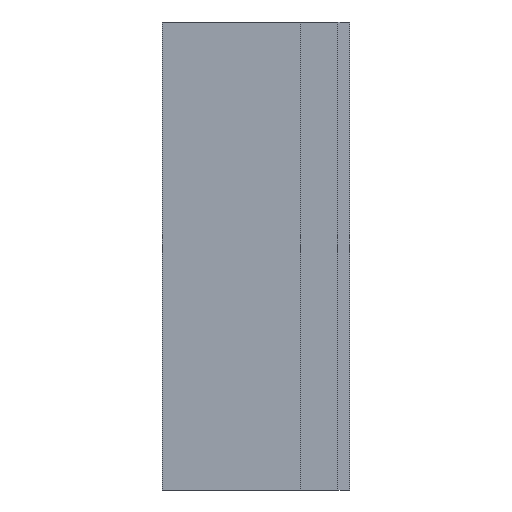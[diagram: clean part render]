
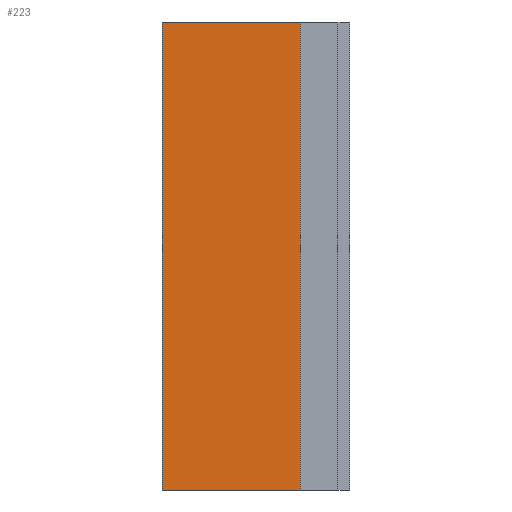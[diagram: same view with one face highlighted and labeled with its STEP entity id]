
A CAD part, left-side view. The second image highlights one B-rep face of the part: STEP entity #223.
In plain terms, the highlighted planar face has unit normal (-1, 0, 0).
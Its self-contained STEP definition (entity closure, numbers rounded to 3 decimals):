
#17=FACE_OUTER_BOUND($,#29,.T.);
#29=EDGE_LOOP($,(#163,#164,#165,#166));
#48=LINE($,#328,#78);
#50=LINE($,#332,#80);
#51=LINE($,#334,#81);
#52=LINE($,#335,#82);
#78=VECTOR($,#267,100.);
#80=VECTOR($,#271,29.5);
#81=VECTOR($,#272,100.);
#82=VECTOR($,#273,29.5);
#105=VERTEX_POINT($,#325);
#106=VERTEX_POINT($,#327);
#107=VERTEX_POINT($,#331);
#108=VERTEX_POINT($,#333);
#128=EDGE_CURVE($,#106,#105,#48,.T.);
#130=EDGE_CURVE($,#105,#107,#50,.T.);
#131=EDGE_CURVE($,#108,#107,#51,.T.);
#132=EDGE_CURVE($,#106,#108,#52,.T.);
#163=ORIENTED_EDGE($,*,*,#130,.T.);
#164=ORIENTED_EDGE($,*,*,#131,.F.);
#165=ORIENTED_EDGE($,*,*,#132,.F.);
#166=ORIENTED_EDGE($,*,*,#128,.T.);
#211=PLANE($,#238);
#223=ADVANCED_FACE($,(#17),#211,.T.);
#238=AXIS2_PLACEMENT_3D($,#330,#269,#270);
#267=DIRECTION($,(0.,0.,1.));
#269=DIRECTION('center_axis',(-1.,0.,0.));
#270=DIRECTION('ref_axis',(0.,0.,1.));
#271=DIRECTION($,(0.,1.,0.));
#272=DIRECTION($,(0.,0.,1.));
#273=DIRECTION($,(0.,1.,0.));
#325=CARTESIAN_POINT('',(-4.,0.,100.));
#327=CARTESIAN_POINT('',(-4.,0.,0.));
#328=CARTESIAN_POINT($,(-4.,0.,0.));
#330=CARTESIAN_POINT('Origin',(-4.,0.,0.));
#331=CARTESIAN_POINT('',(-4.,29.5,100.));
#332=CARTESIAN_POINT($,(-4.,4.75,100.));
#333=CARTESIAN_POINT('',(-4.,29.5,0.));
#334=CARTESIAN_POINT($,(-4.,29.5,0.));
#335=CARTESIAN_POINT($,(-4.,4.75,0.));
